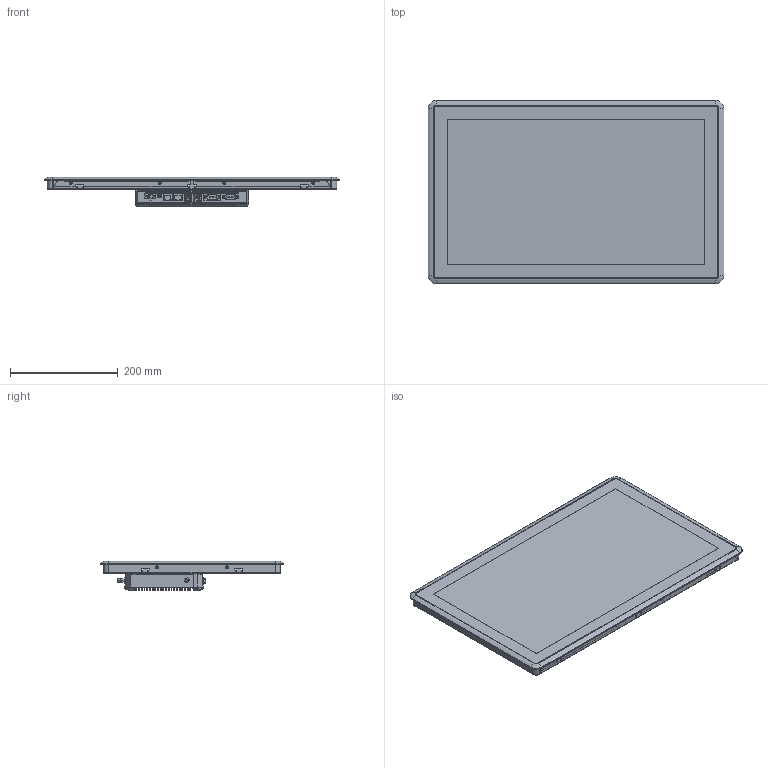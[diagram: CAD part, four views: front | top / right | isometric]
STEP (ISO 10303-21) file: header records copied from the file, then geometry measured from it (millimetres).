
FILE_DESCRIPTION (( 'STEP AP214' ), '1' );
FILE_NAME ('AS54F22CXXX.STEP', '2021-03-03T06:31:56', ( 'dhb' ), ( '' ), 'SwSTEP 2.0', 'SolidWorks 2016', '' );
FILE_SCHEMA (( 'AUTOMOTIVE_DESIGN' ));
Length unit declared in the file: millimetre
Products named in the file (1): AS54F22CXXX
Bounding box: 548.8 x 340.3 x 55 mm (x, y, z)
Surface area: 716036.8 mm2 (no closed solid volume)
Topology: 0 solids, 74 shells, 775 faces, 3074 edges, 2326 vertices
Faces by surface type: plane 429, cylinder 249, torus 50, cone 32, bspline 15
Entity records: 40543 total; most frequent: CARTESIAN_POINT 7075, DIRECTION 5222, ORIENTED_EDGE 4329, EDGE_CURVE 3061, VERTEX_POINT 2326, LINE 2024, VECTOR 2024, AXIS2_PLACEMENT_3D 1599
